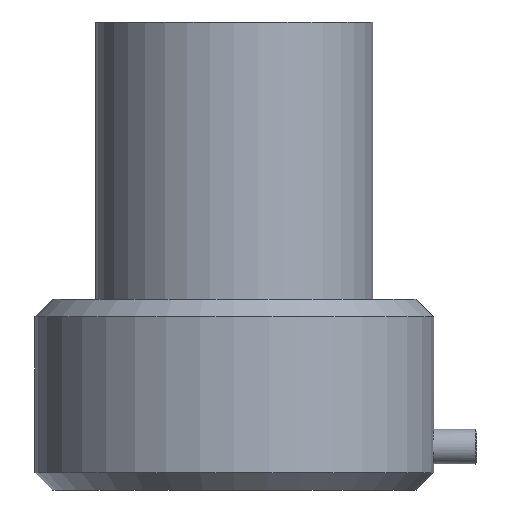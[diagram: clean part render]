
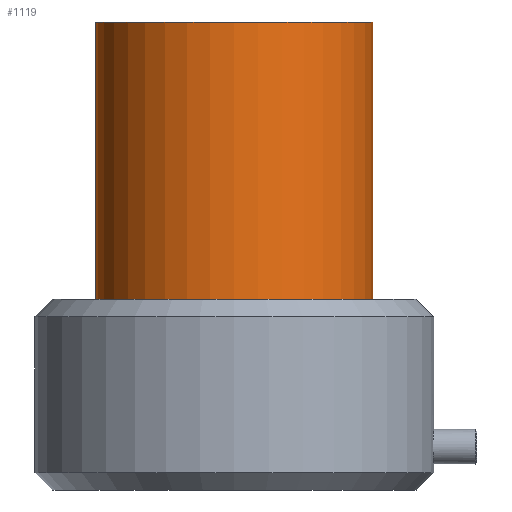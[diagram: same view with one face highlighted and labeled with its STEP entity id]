
A CAD part, front view. The second image highlights one B-rep face of the part: STEP entity #1119.
In plain terms, the highlighted cylindrical face has radius 8 mm (diameter 16 mm), a full revolution.
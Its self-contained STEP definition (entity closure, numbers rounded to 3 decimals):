
#54=CYLINDRICAL_SURFACE('',#1267,8.);
#66=CIRCLE('',#1268,8.);
#67=CIRCLE('',#1269,8.);
#143=FACE_OUTER_BOUND('',#211,.T.);
#211=EDGE_LOOP('',(#870,#871,#872,#873));
#332=LINE('',#1848,#444);
#444=VECTOR('',#1500,8.);
#535=VERTEX_POINT('',#1845);
#536=VERTEX_POINT('',#1847);
#663=EDGE_CURVE('',#535,#535,#66,.T.);
#664=EDGE_CURVE('',#535,#536,#332,.T.);
#665=EDGE_CURVE('',#536,#536,#67,.T.);
#870=ORIENTED_EDGE('',*,*,#663,.T.);
#871=ORIENTED_EDGE('',*,*,#664,.T.);
#872=ORIENTED_EDGE('',*,*,#665,.F.);
#873=ORIENTED_EDGE('',*,*,#664,.F.);
#1119=ADVANCED_FACE('',(#143),#54,.T.);
#1267=AXIS2_PLACEMENT_3D('',#1844,#1496,#1497);
#1268=AXIS2_PLACEMENT_3D('',#1846,#1498,#1499);
#1269=AXIS2_PLACEMENT_3D('',#1849,#1501,#1502);
#1496=DIRECTION('center_axis',(0.,0.,1.));
#1497=DIRECTION('ref_axis',(-1.,0.,0.));
#1498=DIRECTION('center_axis',(0.,0.,-1.));
#1499=DIRECTION('ref_axis',(-1.,0.,0.));
#1500=DIRECTION('',(0.,0.,-1.));
#1501=DIRECTION('center_axis',(0.,0.,-1.));
#1502=DIRECTION('ref_axis',(-1.,0.,0.));
#1844=CARTESIAN_POINT('Origin',(0.,0.,0.));
#1845=CARTESIAN_POINT('',(8.,0.,16.));
#1846=CARTESIAN_POINT('Origin',(0.,0.,16.));
#1847=CARTESIAN_POINT('',(8.,0.,0.));
#1848=CARTESIAN_POINT('',(8.,0.,0.));
#1849=CARTESIAN_POINT('Origin',(0.,0.,0.));
